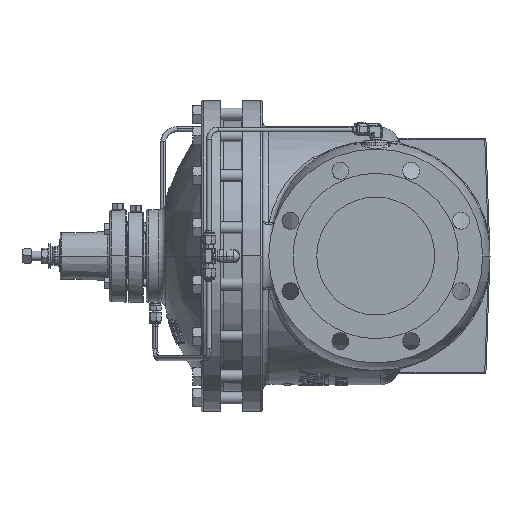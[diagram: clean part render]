
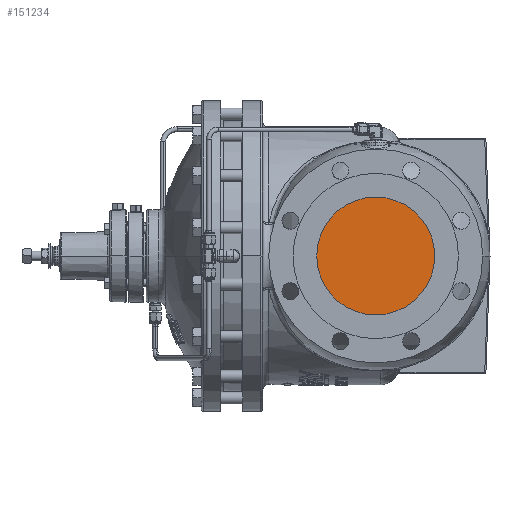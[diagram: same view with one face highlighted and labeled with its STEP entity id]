
A CAD part, left-side view. The second image highlights one B-rep face of the part: STEP entity #151234.
In plain terms, the highlighted planar face has unit normal (-1, 0, 0).
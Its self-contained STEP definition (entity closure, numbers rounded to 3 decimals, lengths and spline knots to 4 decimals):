
#8229 = CARTESIAN_POINT ( 'NONE',  ( -9.6532, 0., 0. ) ) ;
#19247 = VERTEX_POINT ( 'NONE', #25163 ) ;
#25163 = CARTESIAN_POINT ( 'NONE',  ( -9.6532, 0., 3.0313 ) ) ;
#30367 = ORIENTED_EDGE ( 'NONE', *, *, #139681, .F. ) ;
#30996 = DIRECTION ( 'NONE',  ( 1., 0., 0. ) ) ;
#35274 = AXIS2_PLACEMENT_3D ( 'NONE', #8229, #65394, #166446 ) ;
#38989 = VERTEX_POINT ( 'NONE', #41552 ) ;
#41552 = CARTESIAN_POINT ( 'NONE',  ( -9.6532, 0., -3.0313 ) ) ;
#50971 = DIRECTION ( 'NONE',  ( 1., 0., 0. ) ) ;
#54000 = FACE_OUTER_BOUND ( 'NONE', #174252, .T. ) ;
#62110 = AXIS2_PLACEMENT_3D ( 'NONE', #93775, #50971, #122862 ) ;
#64445 = EDGE_CURVE ( 'NONE', #19247, #38989, #151413, .T. ) ;
#65394 = DIRECTION ( 'NONE',  ( 1., 0., 0. ) ) ;
#76764 = CARTESIAN_POINT ( 'NONE',  ( -9.6532, 0., 0. ) ) ;
#93775 = CARTESIAN_POINT ( 'NONE',  ( -9.6532, 0., 0. ) ) ;
#110594 = CIRCLE ( 'NONE', #148264, 3.0313 ) ;
#122862 = DIRECTION ( 'NONE',  ( 0., 0., -1. ) ) ;
#131898 = DIRECTION ( 'NONE',  ( 0., 0., -1. ) ) ;
#137993 = PLANE ( 'NONE',  #62110 ) ;
#139681 = EDGE_CURVE ( 'NONE', #38989, #19247, #110594, .T. ) ;
#148264 = AXIS2_PLACEMENT_3D ( 'NONE', #76764, #30996, #131898 ) ;
#151234 = ADVANCED_FACE ( 'NONE', ( #54000 ), #137993, .F. ) ;
#151413 = CIRCLE ( 'NONE', #35274, 3.0313 ) ;
#158118 = ORIENTED_EDGE ( 'NONE', *, *, #64445, .F. ) ;
#166446 = DIRECTION ( 'NONE',  ( 0., 0., -1. ) ) ;
#174252 = EDGE_LOOP ( 'NONE', ( #158118, #30367 ) ) ;
